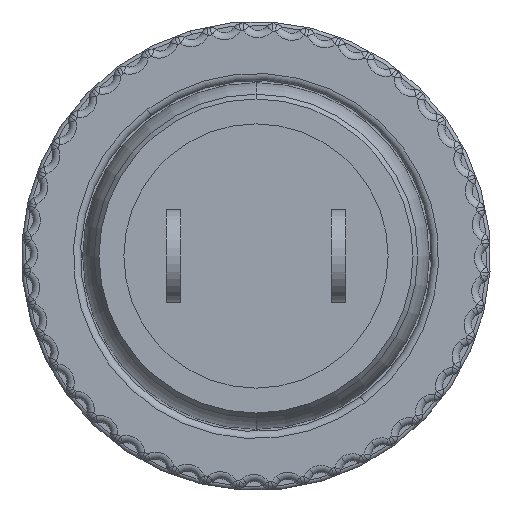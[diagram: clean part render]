
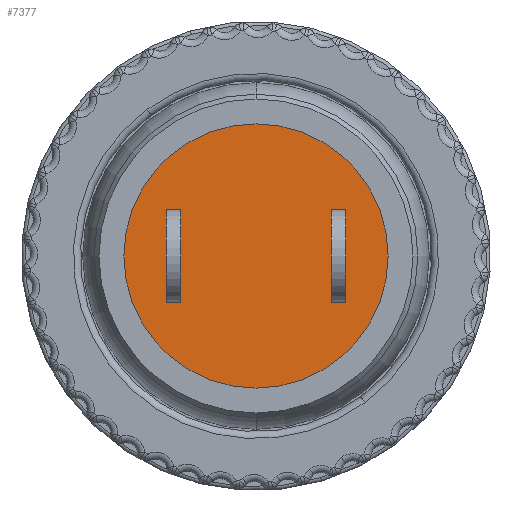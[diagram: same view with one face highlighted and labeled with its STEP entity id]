
A CAD part, front view. The second image highlights one B-rep face of the part: STEP entity #7377.
In plain terms, the highlighted planar face has unit normal (0, -1, 0).
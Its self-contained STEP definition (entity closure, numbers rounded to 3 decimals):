
#74 = ORIENTED_EDGE ( 'NONE', *, *, #13827, .F. ) ;
#220 = DIRECTION ( 'NONE',  ( 0., 0., -1. ) ) ;
#726 = DIRECTION ( 'NONE',  ( 0., 0., -1. ) ) ;
#888 = AXIS2_PLACEMENT_3D ( 'NONE', #19465, #8938, #985 ) ;
#985 = DIRECTION ( 'NONE',  ( 0., 0., -1. ) ) ;
#1311 = FACE_BOUND ( 'NONE', #13620, .T. ) ;
#1348 = ORIENTED_EDGE ( 'NONE', *, *, #12239, .F. ) ;
#1379 = LINE ( 'NONE', #7615, #1518 ) ;
#1408 = DIRECTION ( 'NONE',  ( 0., 0., -1. ) ) ;
#1518 = VECTOR ( 'NONE', #15582, 1000. ) ;
#1700 = LINE ( 'NONE', #7774, #2644 ) ;
#2461 = EDGE_LOOP ( 'NONE', ( #14005, #13859, #7330, #18206 ) ) ;
#2644 = VECTOR ( 'NONE', #220, 1000. ) ;
#3490 = VERTEX_POINT ( 'NONE', #8719 ) ;
#3578 = VECTOR ( 'NONE', #18024, 1000. ) ;
#3651 = EDGE_LOOP ( 'NONE', ( #14038, #8185 ) ) ;
#4138 = CARTESIAN_POINT ( 'NONE',  ( 2.1, 0., -1.3 ) ) ;
#5377 = VERTEX_POINT ( 'NONE', #5390 ) ;
#5390 = CARTESIAN_POINT ( 'NONE',  ( 0., 0., 3.69 ) ) ;
#5505 = VERTEX_POINT ( 'NONE', #16549 ) ;
#6182 = LINE ( 'NONE', #16837, #12546 ) ;
#6294 = CIRCLE ( 'NONE', #888, 3.69 ) ;
#6573 = CARTESIAN_POINT ( 'NONE',  ( 2.5, 0., 1.3 ) ) ;
#6736 = EDGE_CURVE ( 'NONE', #18185, #8903, #15930, .T. ) ;
#6936 = CARTESIAN_POINT ( 'NONE',  ( 2.5, 0., -1.3 ) ) ;
#7330 = ORIENTED_EDGE ( 'NONE', *, *, #13570, .F. ) ;
#7377 = ADVANCED_FACE ( 'NONE', ( #1311, #14858, #16344 ), #19388, .T. ) ;
#7495 = EDGE_CURVE ( 'NONE', #8903, #17853, #1700, .T. ) ;
#7615 = CARTESIAN_POINT ( 'NONE',  ( -2.5, 0., 1.3 ) ) ;
#7715 = CARTESIAN_POINT ( 'NONE',  ( 2.5, 0., 1.3 ) ) ;
#7774 = CARTESIAN_POINT ( 'NONE',  ( 2.1, 0., 1.3 ) ) ;
#8034 = EDGE_CURVE ( 'NONE', #9492, #5505, #14364, .T. ) ;
#8185 = ORIENTED_EDGE ( 'NONE', *, *, #19651, .T. ) ;
#8549 = CARTESIAN_POINT ( 'NONE',  ( -2.5, 0., -1.3 ) ) ;
#8719 = CARTESIAN_POINT ( 'NONE',  ( 0., 0., -3.69 ) ) ;
#8903 = VERTEX_POINT ( 'NONE', #17859 ) ;
#8938 = DIRECTION ( 'NONE',  ( 0., -1., 0. ) ) ;
#9492 = VERTEX_POINT ( 'NONE', #10257 ) ;
#9949 = VERTEX_POINT ( 'NONE', #6936 ) ;
#10257 = CARTESIAN_POINT ( 'NONE',  ( -2.5, 0., 1.3 ) ) ;
#10366 = CARTESIAN_POINT ( 'NONE',  ( 0., 0., 0. ) ) ;
#10793 = EDGE_CURVE ( 'NONE', #17853, #9949, #6182, .T. ) ;
#11468 = VECTOR ( 'NONE', #14321, 1000. ) ;
#11897 = LINE ( 'NONE', #16370, #17685 ) ;
#11980 = LINE ( 'NONE', #15159, #3578 ) ;
#12239 = EDGE_CURVE ( 'NONE', #16568, #17321, #11897, .T. ) ;
#12546 = VECTOR ( 'NONE', #16736, 1000. ) ;
#13031 = LINE ( 'NONE', #8549, #15690 ) ;
#13359 = DIRECTION ( 'NONE',  ( 0., -1., 0. ) ) ;
#13570 = EDGE_CURVE ( 'NONE', #9949, #18185, #11980, .T. ) ;
#13620 = EDGE_LOOP ( 'NONE', ( #74, #17072, #19123, #1348 ) ) ;
#13755 = VECTOR ( 'NONE', #14470, 1000. ) ;
#13827 = EDGE_CURVE ( 'NONE', #5505, #16568, #13031, .T. ) ;
#13859 = ORIENTED_EDGE ( 'NONE', *, *, #6736, .F. ) ;
#14005 = ORIENTED_EDGE ( 'NONE', *, *, #7495, .F. ) ;
#14038 = ORIENTED_EDGE ( 'NONE', *, *, #16300, .T. ) ;
#14321 = DIRECTION ( 'NONE',  ( -1., 0., 0. ) ) ;
#14352 = CARTESIAN_POINT ( 'NONE',  ( 0., 0., 0. ) ) ;
#14364 = LINE ( 'NONE', #15971, #13755 ) ;
#14470 = DIRECTION ( 'NONE',  ( 0., 0., -1. ) ) ;
#14553 = DIRECTION ( 'NONE',  ( 0., -1., 0. ) ) ;
#14858 = FACE_OUTER_BOUND ( 'NONE', #3651, .T. ) ;
#14969 = DIRECTION ( 'NONE',  ( 0., 0., 1. ) ) ;
#15159 = CARTESIAN_POINT ( 'NONE',  ( 2.5, 0., 1.3 ) ) ;
#15368 = CARTESIAN_POINT ( 'NONE',  ( -2.1, 0., -1.3 ) ) ;
#15582 = DIRECTION ( 'NONE',  ( -1., 0., 0. ) ) ;
#15690 = VECTOR ( 'NONE', #17305, 1000. ) ;
#15930 = LINE ( 'NONE', #6573, #11468 ) ;
#15971 = CARTESIAN_POINT ( 'NONE',  ( -2.5, 0., 1.3 ) ) ;
#16300 = EDGE_CURVE ( 'NONE', #3490, #5377, #6294, .T. ) ;
#16302 = EDGE_CURVE ( 'NONE', #17321, #9492, #1379, .T. ) ;
#16344 = FACE_BOUND ( 'NONE', #2461, .T. ) ;
#16370 = CARTESIAN_POINT ( 'NONE',  ( -2.1, 0., 1.3 ) ) ;
#16549 = CARTESIAN_POINT ( 'NONE',  ( -2.5, 0., -1.3 ) ) ;
#16568 = VERTEX_POINT ( 'NONE', #15368 ) ;
#16736 = DIRECTION ( 'NONE',  ( 1., 0., 0. ) ) ;
#16837 = CARTESIAN_POINT ( 'NONE',  ( 2.5, 0., -1.3 ) ) ;
#17072 = ORIENTED_EDGE ( 'NONE', *, *, #8034, .F. ) ;
#17110 = AXIS2_PLACEMENT_3D ( 'NONE', #14352, #14553, #726 ) ;
#17239 = AXIS2_PLACEMENT_3D ( 'NONE', #10366, #13359, #1408 ) ;
#17305 = DIRECTION ( 'NONE',  ( 1., 0., 0. ) ) ;
#17321 = VERTEX_POINT ( 'NONE', #17506 ) ;
#17506 = CARTESIAN_POINT ( 'NONE',  ( -2.1, 0., 1.3 ) ) ;
#17685 = VECTOR ( 'NONE', #14969, 1000. ) ;
#17853 = VERTEX_POINT ( 'NONE', #4138 ) ;
#17859 = CARTESIAN_POINT ( 'NONE',  ( 2.1, 0., 1.3 ) ) ;
#18024 = DIRECTION ( 'NONE',  ( 0., 0., 1. ) ) ;
#18185 = VERTEX_POINT ( 'NONE', #7715 ) ;
#18206 = ORIENTED_EDGE ( 'NONE', *, *, #10793, .F. ) ;
#18680 = CIRCLE ( 'NONE', #17110, 3.69 ) ;
#19123 = ORIENTED_EDGE ( 'NONE', *, *, #16302, .F. ) ;
#19388 = PLANE ( 'NONE',  #17239 ) ;
#19465 = CARTESIAN_POINT ( 'NONE',  ( 0., 0., 0. ) ) ;
#19651 = EDGE_CURVE ( 'NONE', #5377, #3490, #18680, .T. ) ;
